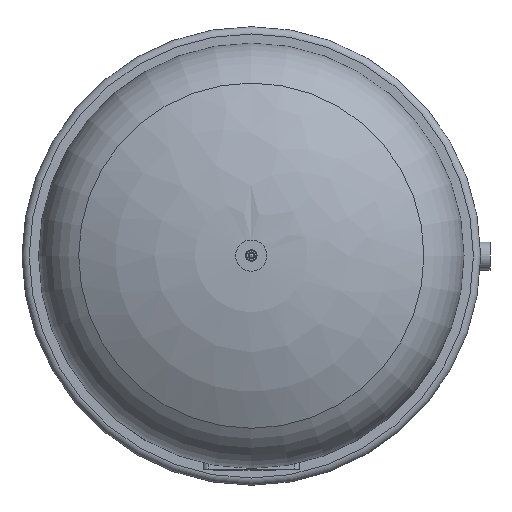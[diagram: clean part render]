
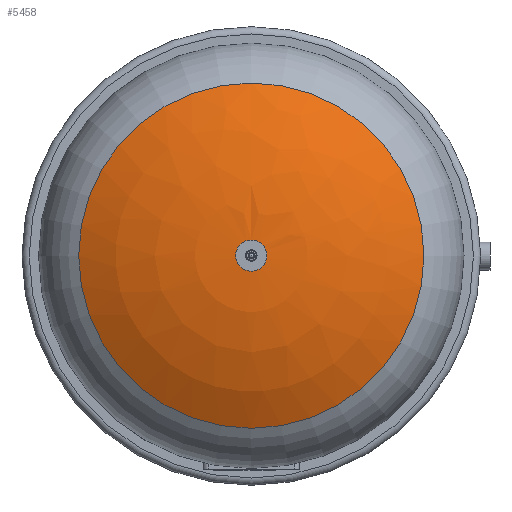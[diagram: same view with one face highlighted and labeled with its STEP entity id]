
A CAD part, top view. The second image highlights one B-rep face of the part: STEP entity #5458.
In plain terms, the highlighted free-form (B-spline) face has degree [2, 2] with [3, 9] control points.
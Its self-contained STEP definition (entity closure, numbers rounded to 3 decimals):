
#16=(
BOUNDED_CURVE()
B_SPLINE_CURVE(2,(#9953,#9954,#9955),.UNSPECIFIED.,.F.,.F.)
B_SPLINE_CURVE_WITH_KNOTS((3,3),(1.06,1.582),
 .UNSPECIFIED.)
CURVE()
GEOMETRIC_REPRESENTATION_ITEM()
RATIONAL_B_SPLINE_CURVE((1.,0.966,1.))
REPRESENTATION_ITEM('')
);
#83=(
BOUNDED_SURFACE()
B_SPLINE_SURFACE(2,2,((#9923,#9924,#9925,#9926,#9927,#9928,#9929,#9930,
#9931),(#9932,#9933,#9934,#9935,#9936,#9937,#9938,#9939,#9940),(#9941,#9942,
#9943,#9944,#9945,#9946,#9947,#9948,#9949)),.UNSPECIFIED.,.F.,.T.,.F.)
B_SPLINE_SURFACE_WITH_KNOTS((3,3),(3,2,2,2,3),(-1.582,-1.06),
(-3.142,-1.571,0.,1.571,3.142),
 .UNSPECIFIED.)
GEOMETRIC_REPRESENTATION_ITEM()
RATIONAL_B_SPLINE_SURFACE(((1.,0.707,1.,0.707,1.,
0.707,1.,0.707,1.),(0.966,0.683,
0.966,0.683,0.966,0.683,
0.966,0.683,0.966),(1.,0.707,
1.,0.707,1.,0.707,1.,0.707,1.)))
REPRESENTATION_ITEM('')
SURFACE()
);
#1379=FACE_OUTER_BOUND('',#1748,.T.);
#1748=EDGE_LOOP('',(#4797,#4798,#4799,#4800,#4801,#4802));
#2085=CIRCLE('',#6085,15.);
#2086=CIRCLE('',#6086,15.);
#2087=CIRCLE('',#6087,165.982);
#2088=CIRCLE('',#6088,165.982);
#2601=VERTEX_POINT('',#9919);
#2602=VERTEX_POINT('',#9920);
#2603=VERTEX_POINT('',#9950);
#2604=VERTEX_POINT('',#9951);
#3349=EDGE_CURVE('',#2601,#2602,#2085,.T.);
#3350=EDGE_CURVE('',#2602,#2601,#2086,.T.);
#3351=EDGE_CURVE('',#2603,#2604,#2087,.T.);
#3352=EDGE_CURVE('',#2604,#2602,#16,.T.);
#3353=EDGE_CURVE('',#2604,#2603,#2088,.T.);
#4797=ORIENTED_EDGE('',*,*,#3351,.T.);
#4798=ORIENTED_EDGE('',*,*,#3352,.T.);
#4799=ORIENTED_EDGE('',*,*,#3349,.F.);
#4800=ORIENTED_EDGE('',*,*,#3350,.F.);
#4801=ORIENTED_EDGE('',*,*,#3352,.F.);
#4802=ORIENTED_EDGE('',*,*,#3353,.T.);
#5458=ADVANCED_FACE('',(#1379),#83,.T.);
#6085=AXIS2_PLACEMENT_3D('',#9921,#7639,#7640);
#6086=AXIS2_PLACEMENT_3D('',#9922,#7641,#7642);
#6087=AXIS2_PLACEMENT_3D('',#9952,#7643,#7644);
#6088=AXIS2_PLACEMENT_3D('',#9956,#7645,#7646);
#7639=DIRECTION('center_axis',(0.,0.,
1.));
#7640=DIRECTION('ref_axis',(1.,0.,0.));
#7641=DIRECTION('center_axis',(0.,0.,
1.));
#7642=DIRECTION('ref_axis',(1.,0.,0.));
#7643=DIRECTION('center_axis',(0.,0.,
1.));
#7644=DIRECTION('ref_axis',(1.,0.,0.));
#7645=DIRECTION('center_axis',(0.,0.,
1.));
#7646=DIRECTION('ref_axis',(1.,0.,0.));
#9919=CARTESIAN_POINT('',(-15.,0.,481.));
#9920=CARTESIAN_POINT('',(0.,15.,481.));
#9921=CARTESIAN_POINT('Origin',(0.,0.,481.));
#9922=CARTESIAN_POINT('Origin',(0.,0.,481.));
#9923=CARTESIAN_POINT('Ctrl Pts',(0.,15.,481.));
#9924=CARTESIAN_POINT('Ctrl Pts',(-15.,15.,481.));
#9925=CARTESIAN_POINT('Ctrl Pts',(-15.,0.,481.));
#9926=CARTESIAN_POINT('Ctrl Pts',(-15.,-15.,481.));
#9927=CARTESIAN_POINT('Ctrl Pts',(0.,-15.,481.));
#9928=CARTESIAN_POINT('Ctrl Pts',(15.,-15.,481.));
#9929=CARTESIAN_POINT('Ctrl Pts',(15.,0.,481.));
#9930=CARTESIAN_POINT('Ctrl Pts',(15.,15.,481.));
#9931=CARTESIAN_POINT('Ctrl Pts',(0.,15.,481.));
#9932=CARTESIAN_POINT('Ctrl Pts',(0.,95.625,
481.885));
#9933=CARTESIAN_POINT('Ctrl Pts',(-95.625,95.625,481.885));
#9934=CARTESIAN_POINT('Ctrl Pts',(-95.625,0.,481.885));
#9935=CARTESIAN_POINT('Ctrl Pts',(-95.625,-95.625,481.885));
#9936=CARTESIAN_POINT('Ctrl Pts',(0.,-95.625,
481.885));
#9937=CARTESIAN_POINT('Ctrl Pts',(95.625,-95.625,481.885));
#9938=CARTESIAN_POINT('Ctrl Pts',(95.625,0.,481.885));
#9939=CARTESIAN_POINT('Ctrl Pts',(95.625,95.625,481.885));
#9940=CARTESIAN_POINT('Ctrl Pts',(0.,95.625,
481.885));
#9941=CARTESIAN_POINT('Ctrl Pts',(0.,165.982,
442.5));
#9942=CARTESIAN_POINT('Ctrl Pts',(-165.982,165.982,442.5));
#9943=CARTESIAN_POINT('Ctrl Pts',(-165.982,0.,442.5));
#9944=CARTESIAN_POINT('Ctrl Pts',(-165.982,-165.982,442.5));
#9945=CARTESIAN_POINT('Ctrl Pts',(0.,-165.982,
442.5));
#9946=CARTESIAN_POINT('Ctrl Pts',(165.982,-165.982,442.5));
#9947=CARTESIAN_POINT('Ctrl Pts',(165.982,0.,442.5));
#9948=CARTESIAN_POINT('Ctrl Pts',(165.982,165.982,442.5));
#9949=CARTESIAN_POINT('Ctrl Pts',(0.,165.982,
442.5));
#9950=CARTESIAN_POINT('',(-165.982,0.,442.5));
#9951=CARTESIAN_POINT('',(0.,165.982,442.5));
#9952=CARTESIAN_POINT('Origin',(0.,0.,442.5));
#9953=CARTESIAN_POINT('Ctrl Pts',(0.,165.982,
442.5));
#9954=CARTESIAN_POINT('Ctrl Pts',(0.,95.625,
481.885));
#9955=CARTESIAN_POINT('Ctrl Pts',(0.,15.,481.));
#9956=CARTESIAN_POINT('Origin',(0.,0.,442.5));
